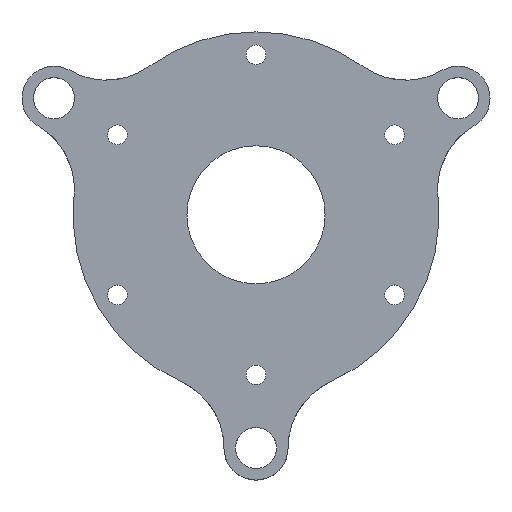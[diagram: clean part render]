
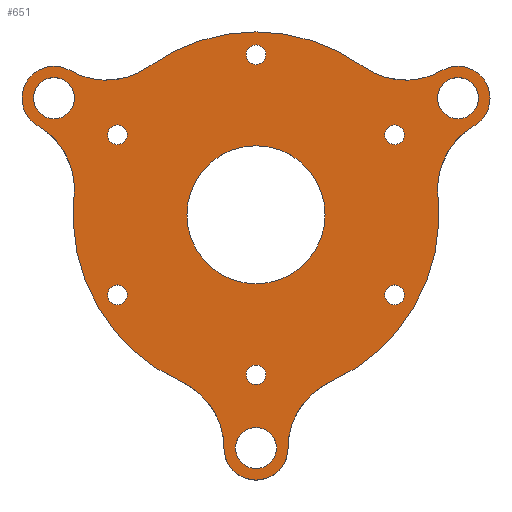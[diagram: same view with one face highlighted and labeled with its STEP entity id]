
A CAD part, top view. The second image highlights one B-rep face of the part: STEP entity #651.
In plain terms, the highlighted planar face has unit normal (0, 0, 1).
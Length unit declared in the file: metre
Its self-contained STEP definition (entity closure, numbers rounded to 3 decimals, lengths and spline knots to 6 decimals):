
#69=PLANE('',#727);
#102=ORIENTED_EDGE('',*,*,#257,.T.);
#103=ORIENTED_EDGE('',*,*,#284,.T.);
#104=ORIENTED_EDGE('',*,*,#285,.T.);
#105=ORIENTED_EDGE('',*,*,#286,.T.);
#106=ORIENTED_EDGE('',*,*,#287,.T.);
#107=ORIENTED_EDGE('',*,*,#288,.T.);
#108=ORIENTED_EDGE('',*,*,#289,.T.);
#109=ORIENTED_EDGE('',*,*,#290,.T.);
#110=ORIENTED_EDGE('',*,*,#291,.T.);
#111=ORIENTED_EDGE('',*,*,#292,.T.);
#112=ORIENTED_EDGE('',*,*,#293,.T.);
#113=ORIENTED_EDGE('',*,*,#294,.T.);
#114=ORIENTED_EDGE('',*,*,#295,.T.);
#115=ORIENTED_EDGE('',*,*,#296,.T.);
#116=ORIENTED_EDGE('',*,*,#297,.T.);
#117=ORIENTED_EDGE('',*,*,#298,.T.);
#118=ORIENTED_EDGE('',*,*,#299,.T.);
#119=ORIENTED_EDGE('',*,*,#300,.T.);
#120=ORIENTED_EDGE('',*,*,#301,.T.);
#121=ORIENTED_EDGE('',*,*,#302,.T.);
#122=ORIENTED_EDGE('',*,*,#303,.T.);
#123=ORIENTED_EDGE('',*,*,#283,.T.);
#257=EDGE_CURVE('',#349,#349,#417,.T.);
#283=EDGE_CURVE('',#375,#375,#443,.T.);
#284=EDGE_CURVE('',#376,#376,#444,.T.);
#285=EDGE_CURVE('',#377,#377,#445,.T.);
#286=EDGE_CURVE('',#378,#378,#446,.T.);
#287=EDGE_CURVE('',#379,#379,#447,.T.);
#288=EDGE_CURVE('',#380,#380,#448,.T.);
#289=EDGE_CURVE('',#381,#381,#449,.T.);
#290=EDGE_CURVE('',#382,#382,#450,.T.);
#291=EDGE_CURVE('',#383,#383,#451,.T.);
#292=EDGE_CURVE('',#384,#385,#452,.T.);
#293=EDGE_CURVE('',#385,#386,#453,.T.);
#294=EDGE_CURVE('',#386,#387,#454,.T.);
#295=EDGE_CURVE('',#387,#388,#455,.T.);
#296=EDGE_CURVE('',#388,#389,#456,.T.);
#297=EDGE_CURVE('',#389,#390,#457,.T.);
#298=EDGE_CURVE('',#390,#391,#458,.T.);
#299=EDGE_CURVE('',#391,#392,#459,.T.);
#300=EDGE_CURVE('',#392,#393,#460,.T.);
#301=EDGE_CURVE('',#393,#394,#461,.T.);
#302=EDGE_CURVE('',#394,#395,#462,.T.);
#303=EDGE_CURVE('',#395,#384,#463,.T.);
#349=VERTEX_POINT('',#1038);
#375=VERTEX_POINT('',#1092);
#376=VERTEX_POINT('',#1095);
#377=VERTEX_POINT('',#1097);
#378=VERTEX_POINT('',#1099);
#379=VERTEX_POINT('',#1101);
#380=VERTEX_POINT('',#1103);
#381=VERTEX_POINT('',#1105);
#382=VERTEX_POINT('',#1107);
#383=VERTEX_POINT('',#1109);
#384=VERTEX_POINT('',#1111);
#385=VERTEX_POINT('',#1112);
#386=VERTEX_POINT('',#1114);
#387=VERTEX_POINT('',#1116);
#388=VERTEX_POINT('',#1118);
#389=VERTEX_POINT('',#1120);
#390=VERTEX_POINT('',#1122);
#391=VERTEX_POINT('',#1124);
#392=VERTEX_POINT('',#1126);
#393=VERTEX_POINT('',#1128);
#394=VERTEX_POINT('',#1130);
#395=VERTEX_POINT('',#1132);
#417=CIRCLE('',#698,0.00215);
#443=CIRCLE('',#726,0.0151);
#444=CIRCLE('',#728,0.00215);
#445=CIRCLE('',#729,0.00215);
#446=CIRCLE('',#730,0.00215);
#447=CIRCLE('',#731,0.00215);
#448=CIRCLE('',#732,0.00215);
#449=CIRCLE('',#733,0.0045);
#450=CIRCLE('',#734,0.0045);
#451=CIRCLE('',#735,0.0045);
#452=CIRCLE('',#736,0.04);
#453=CIRCLE('',#737,0.015909);
#454=CIRCLE('',#738,0.007);
#455=CIRCLE('',#739,0.015909);
#456=CIRCLE('',#740,0.04);
#457=CIRCLE('',#741,0.015909);
#458=CIRCLE('',#742,0.007);
#459=CIRCLE('',#743,0.015909);
#460=CIRCLE('',#744,0.04);
#461=CIRCLE('',#745,0.015909);
#462=CIRCLE('',#746,0.007);
#463=CIRCLE('',#747,0.015909);
#497=EDGE_LOOP('',(#102));
#498=EDGE_LOOP('',(#103));
#499=EDGE_LOOP('',(#104));
#500=EDGE_LOOP('',(#105));
#501=EDGE_LOOP('',(#106));
#502=EDGE_LOOP('',(#107));
#503=EDGE_LOOP('',(#108));
#504=EDGE_LOOP('',(#109));
#505=EDGE_LOOP('',(#110));
#506=EDGE_LOOP('',(#111,#112,#113,#114,#115,#116,#117,#118,#119,#120,#121,
#122));
#507=EDGE_LOOP('',(#123));
#563=FACE_BOUND('',#497,.T.);
#564=FACE_BOUND('',#498,.T.);
#565=FACE_BOUND('',#499,.T.);
#566=FACE_BOUND('',#500,.T.);
#567=FACE_BOUND('',#501,.T.);
#568=FACE_BOUND('',#502,.T.);
#569=FACE_BOUND('',#503,.T.);
#570=FACE_BOUND('',#504,.T.);
#571=FACE_BOUND('',#505,.T.);
#572=FACE_BOUND('',#506,.T.);
#573=FACE_BOUND('',#507,.T.);
#651=ADVANCED_FACE('',(#563,#564,#565,#566,#567,#568,#569,#570,#571,#572,
#573),#69,.T.);
#698=AXIS2_PLACEMENT_3D('',#1037,#805,#806);
#726=AXIS2_PLACEMENT_3D('',#1091,#861,#862);
#727=AXIS2_PLACEMENT_3D('',#1093,#863,#864);
#728=AXIS2_PLACEMENT_3D('',#1094,#865,#866);
#729=AXIS2_PLACEMENT_3D('',#1096,#867,#868);
#730=AXIS2_PLACEMENT_3D('',#1098,#869,#870);
#731=AXIS2_PLACEMENT_3D('',#1100,#871,#872);
#732=AXIS2_PLACEMENT_3D('',#1102,#873,#874);
#733=AXIS2_PLACEMENT_3D('',#1104,#875,#876);
#734=AXIS2_PLACEMENT_3D('',#1106,#877,#878);
#735=AXIS2_PLACEMENT_3D('',#1108,#879,#880);
#736=AXIS2_PLACEMENT_3D('',#1110,#881,#882);
#737=AXIS2_PLACEMENT_3D('',#1113,#883,#884);
#738=AXIS2_PLACEMENT_3D('',#1115,#885,#886);
#739=AXIS2_PLACEMENT_3D('',#1117,#887,#888);
#740=AXIS2_PLACEMENT_3D('',#1119,#889,#890);
#741=AXIS2_PLACEMENT_3D('',#1121,#891,#892);
#742=AXIS2_PLACEMENT_3D('',#1123,#893,#894);
#743=AXIS2_PLACEMENT_3D('',#1125,#895,#896);
#744=AXIS2_PLACEMENT_3D('',#1127,#897,#898);
#745=AXIS2_PLACEMENT_3D('',#1129,#899,#900);
#746=AXIS2_PLACEMENT_3D('',#1131,#901,#902);
#747=AXIS2_PLACEMENT_3D('',#1133,#903,#904);
#805=DIRECTION('',(0.,0.,-1.));
#806=DIRECTION('',(1.,0.,0.));
#861=DIRECTION('',(0.,0.,-1.));
#862=DIRECTION('',(1.,0.,0.));
#863=DIRECTION('',(0.,0.,1.));
#864=DIRECTION('',(0.,-1.,0.));
#865=DIRECTION('',(0.,0.,-1.));
#866=DIRECTION('',(1.,0.,0.));
#867=DIRECTION('',(0.,0.,-1.));
#868=DIRECTION('',(1.,0.,0.));
#869=DIRECTION('',(0.,0.,-1.));
#870=DIRECTION('',(1.,0.,0.));
#871=DIRECTION('',(0.,0.,-1.));
#872=DIRECTION('',(1.,0.,0.));
#873=DIRECTION('',(0.,0.,-1.));
#874=DIRECTION('',(1.,0.,0.));
#875=DIRECTION('',(0.,0.,-1.));
#876=DIRECTION('',(1.,0.,0.));
#877=DIRECTION('',(0.,0.,-1.));
#878=DIRECTION('',(1.,0.,0.));
#879=DIRECTION('',(0.,0.,-1.));
#880=DIRECTION('',(1.,0.,0.));
#881=DIRECTION('',(0.,0.,1.));
#882=DIRECTION('',(-1.,0.,0.));
#883=DIRECTION('',(0.,0.,-1.));
#884=DIRECTION('',(-0.41,-0.912,0.));
#885=DIRECTION('',(0.,0.,1.));
#886=DIRECTION('',(1.,0.,0.));
#887=DIRECTION('',(0.,0.,-1.));
#888=DIRECTION('',(1.,0.,0.));
#889=DIRECTION('',(0.,0.,1.));
#890=DIRECTION('',(-1.,0.,0.));
#891=DIRECTION('',(0.,0.,-1.));
#892=DIRECTION('',(0.995,0.101,0.));
#893=DIRECTION('',(0.,0.,1.));
#894=DIRECTION('',(-0.5,0.866,0.));
#895=DIRECTION('',(0.,0.,-1.));
#896=DIRECTION('',(-0.5,0.866,0.));
#897=DIRECTION('',(0.,0.,1.));
#898=DIRECTION('',(-1.,0.,0.));
#899=DIRECTION('',(0.,0.,-1.));
#900=DIRECTION('',(-0.585,0.811,0.));
#901=DIRECTION('',(0.,0.,1.));
#902=DIRECTION('',(-0.5,-0.866,0.));
#903=DIRECTION('',(0.,0.,-1.));
#904=DIRECTION('',(-0.5,-0.866,0.));
#1037=CARTESIAN_POINT('',(-0.030311,0.0175,0.003));
#1038=CARTESIAN_POINT('',(-0.028161,0.0175,0.003));
#1091=CARTESIAN_POINT('',(0.,0.,0.003));
#1092=CARTESIAN_POINT('',(0.0151,0.,0.003));
#1093=CARTESIAN_POINT('',(0.,0.,0.003));
#1094=CARTESIAN_POINT('',(0.030311,0.0175,0.003));
#1095=CARTESIAN_POINT('',(0.032461,0.0175,0.003));
#1096=CARTESIAN_POINT('',(0.,-0.035,0.003));
#1097=CARTESIAN_POINT('',(0.00215,-0.035,0.003));
#1098=CARTESIAN_POINT('',(0.030311,-0.0175,0.003));
#1099=CARTESIAN_POINT('',(0.032461,-0.0175,0.003));
#1100=CARTESIAN_POINT('',(0.,0.035,0.003));
#1101=CARTESIAN_POINT('',(0.00215,0.035,0.003));
#1102=CARTESIAN_POINT('',(-0.030311,-0.0175,0.003));
#1103=CARTESIAN_POINT('',(-0.028161,-0.0175,0.003));
#1104=CARTESIAN_POINT('',(0.044167,0.0255,0.003));
#1105=CARTESIAN_POINT('',(0.048667,0.0255,0.003));
#1106=CARTESIAN_POINT('',(0.,-0.051,0.003));
#1107=CARTESIAN_POINT('',(0.0045,-0.051,0.003));
#1108=CARTESIAN_POINT('',(-0.044167,0.0255,0.003));
#1109=CARTESIAN_POINT('',(-0.039667,0.0255,0.003));
#1110=CARTESIAN_POINT('',(0.,0.,0.003));
#1111=CARTESIAN_POINT('',(-0.039794,0.00405,0.003));
#1112=CARTESIAN_POINT('',(-0.01639,-0.036488,0.003));
#1113=CARTESIAN_POINT('',(-0.022909,-0.051,0.003));
#1114=CARTESIAN_POINT('',(-0.007,-0.051,0.003));
#1115=CARTESIAN_POINT('',(0.,-0.051,0.003));
#1116=CARTESIAN_POINT('',(0.007,-0.051,0.003));
#1117=CARTESIAN_POINT('',(0.022909,-0.051,0.003));
#1118=CARTESIAN_POINT('',(0.01639,-0.036488,0.003));
#1119=CARTESIAN_POINT('',(0.,0.,0.003));
#1120=CARTESIAN_POINT('',(0.039794,0.00405,0.003));
#1121=CARTESIAN_POINT('',(0.055622,0.00566,0.003));
#1122=CARTESIAN_POINT('',(0.047667,0.019438,0.003));
#1123=CARTESIAN_POINT('',(0.044167,0.0255,0.003));
#1124=CARTESIAN_POINT('',(0.040667,0.031562,0.003));
#1125=CARTESIAN_POINT('',(0.032713,0.04534,0.003));
#1126=CARTESIAN_POINT('',(0.023404,0.032438,0.003));
#1127=CARTESIAN_POINT('',(0.,0.,0.003));
#1128=CARTESIAN_POINT('',(-0.023404,0.032438,0.003));
#1129=CARTESIAN_POINT('',(-0.032713,0.04534,0.003));
#1130=CARTESIAN_POINT('',(-0.040667,0.031562,0.003));
#1131=CARTESIAN_POINT('',(-0.044167,0.0255,0.003));
#1132=CARTESIAN_POINT('',(-0.047667,0.019438,0.003));
#1133=CARTESIAN_POINT('',(-0.055622,0.00566,0.003));
